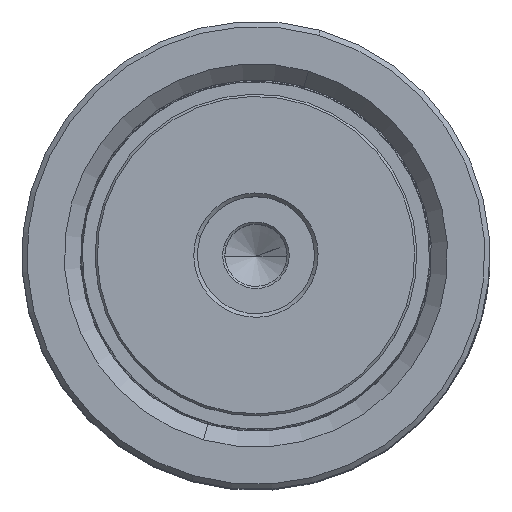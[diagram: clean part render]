
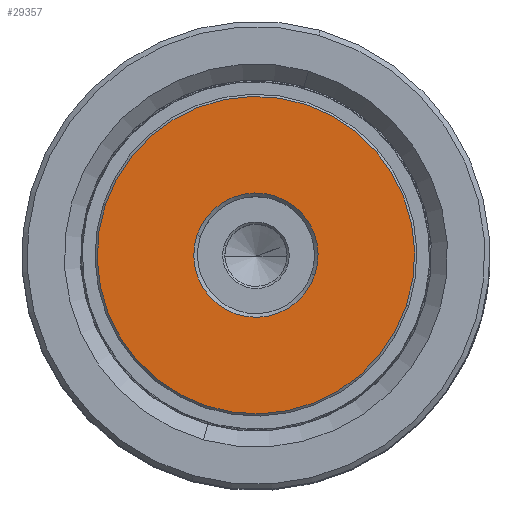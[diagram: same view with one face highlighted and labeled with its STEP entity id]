
A CAD part, top view. The second image highlights one B-rep face of the part: STEP entity #29357.
In plain terms, the highlighted face is planar.
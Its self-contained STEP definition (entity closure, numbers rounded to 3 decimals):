
#740 = AXIS2_PLACEMENT_3D ( 'NONE', #52109, #48690, #19868 ) ;
#4093 = EDGE_LOOP ( 'NONE', ( #34039, #41173 ) ) ;
#4902 = CIRCLE ( 'NONE', #23632, 8.5 ) ;
#6834 = EDGE_LOOP ( 'NONE', ( #17950, #21228 ) ) ;
#10064 = VERTEX_POINT ( 'NONE', #31648 ) ;
#13881 = DIRECTION ( 'NONE',  ( 1., 0., 0. ) ) ;
#14231 = DIRECTION ( 'NONE',  ( 0., 0., 1. ) ) ;
#15211 = CARTESIAN_POINT ( 'NONE',  ( 0., 0., 0. ) ) ;
#15380 = EDGE_CURVE ( 'NONE', #43627, #10064, #25124, .T. ) ;
#17950 = ORIENTED_EDGE ( 'NONE', *, *, #30067, .T. ) ;
#18983 = PLANE ( 'NONE',  #740 ) ;
#19403 = VERTEX_POINT ( 'NONE', #33453 ) ;
#19557 = AXIS2_PLACEMENT_3D ( 'NONE', #24218, #28669, #32723 ) ;
#19868 = DIRECTION ( 'NONE',  ( 1., 0., 0. ) ) ;
#21228 = ORIENTED_EDGE ( 'NONE', *, *, #15380, .T. ) ;
#22310 = CIRCLE ( 'NONE', #50591, 21.7 ) ;
#23632 = AXIS2_PLACEMENT_3D ( 'NONE', #26395, #14231, #13881 ) ;
#24218 = CARTESIAN_POINT ( 'NONE',  ( 0., 0., 0. ) ) ;
#25124 = CIRCLE ( 'NONE', #37084, 8.5 ) ;
#25653 = DIRECTION ( 'NONE',  ( 1., 0., 0. ) ) ;
#26395 = CARTESIAN_POINT ( 'NONE',  ( 0., 0., 0. ) ) ;
#26547 = CARTESIAN_POINT ( 'NONE',  ( 8.5, 0., 0. ) ) ;
#27568 = DIRECTION ( 'NONE',  ( 0., 0., -1. ) ) ;
#27726 = DIRECTION ( 'NONE',  ( 1., 0., 0. ) ) ;
#28669 = DIRECTION ( 'NONE',  ( 0., 0., -1. ) ) ;
#29357 = ADVANCED_FACE ( 'NONE', ( #38700, #48238 ), #18983, .F. ) ;
#30067 = EDGE_CURVE ( 'NONE', #10064, #43627, #4902, .T. ) ;
#30633 = VERTEX_POINT ( 'NONE', #35633 ) ;
#30679 = EDGE_CURVE ( 'NONE', #30633, #19403, #46923, .T. ) ;
#31648 = CARTESIAN_POINT ( 'NONE',  ( -8.5, 0., 0. ) ) ;
#32723 = DIRECTION ( 'NONE',  ( 1., 0., 0. ) ) ;
#33453 = CARTESIAN_POINT ( 'NONE',  ( -21.7, 0., 0. ) ) ;
#34039 = ORIENTED_EDGE ( 'NONE', *, *, #30679, .T. ) ;
#35633 = CARTESIAN_POINT ( 'NONE',  ( 21.7, 0., 0. ) ) ;
#37084 = AXIS2_PLACEMENT_3D ( 'NONE', #37907, #45744, #25653 ) ;
#37907 = CARTESIAN_POINT ( 'NONE',  ( 0., 0., 0. ) ) ;
#38700 = FACE_OUTER_BOUND ( 'NONE', #4093, .T. ) ;
#41173 = ORIENTED_EDGE ( 'NONE', *, *, #45226, .T. ) ;
#43627 = VERTEX_POINT ( 'NONE', #26547 ) ;
#45226 = EDGE_CURVE ( 'NONE', #19403, #30633, #22310, .T. ) ;
#45744 = DIRECTION ( 'NONE',  ( 0., 0., 1. ) ) ;
#46923 = CIRCLE ( 'NONE', #19557, 21.7 ) ;
#48238 = FACE_BOUND ( 'NONE', #6834, .T. ) ;
#48690 = DIRECTION ( 'NONE',  ( 0., 0., 1. ) ) ;
#50591 = AXIS2_PLACEMENT_3D ( 'NONE', #15211, #27568, #27726 ) ;
#52109 = CARTESIAN_POINT ( 'NONE',  ( 0., 0., 0. ) ) ;
